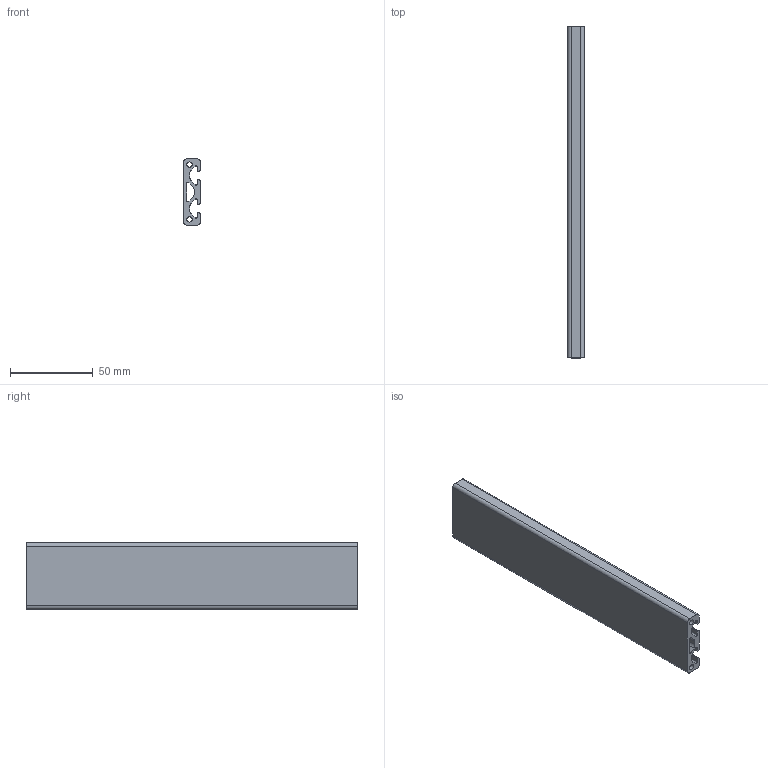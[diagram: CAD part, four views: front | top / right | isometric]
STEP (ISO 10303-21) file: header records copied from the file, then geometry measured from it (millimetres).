
FILE_DESCRIPTION(/* description */ ('Aluminiumprofil 40x10'),/* implementation_level */ '2;1');
FILE_NAME(/* name */ '251401099 Aluminiumprofil 40x10.stp',/* time_stamp */ '2019-10-14T10:55:15+02:00',/* author */ ('wheldmann'),/* organization */ (''),/* preprocessor_version */ 'ST-DEVELOPER v17.2',/* originating_system */ 'Autodesk Inventor 2019',/* authorisation */ ' ');
FILE_SCHEMA (('AUTOMOTIVE_DESIGN { 1 0 10303 214 3 1 1 }'));
Length unit declared in the file: millimetre
Products named in the file (1): 251401099
Bounding box: 10 x 200 x 40 mm (x, y, z)
Volume: 47792.5 mm3; surface area: 37298.4 mm2
Topology: 1 solids, 1 shells, 52 faces, 150 edges, 100 vertices
Faces by surface type: plane 26, cylinder 26
Full cylindrical faces by diameter (mm): 3.3 x2
Entity records: 1779 total; most frequent: DIRECTION 308, CARTESIAN_POINT 303, ORIENTED_EDGE 300, EDGE_CURVE 150, AXIS2_PLACEMENT_3D 105, VERTEX_POINT 100, LINE 98, VECTOR 98
